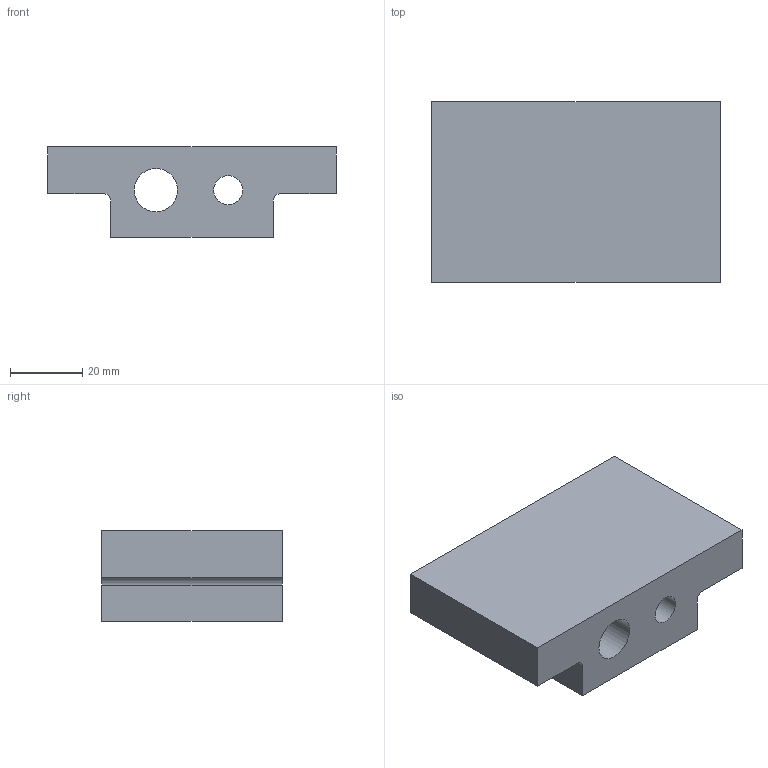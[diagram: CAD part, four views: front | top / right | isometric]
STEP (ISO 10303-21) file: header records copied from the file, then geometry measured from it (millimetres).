
FILE_DESCRIPTION(('CATIA V5 STEP Exchange'),'2;1');
FILE_NAME('BLOC DE SUSPENSION.stp','2020-02-04T16:53:04+00:00',('none'),('none'),'CATIA Version 5 Release 20 GA (IN-10)','CATIA V5 STEP AP203','none');
FILE_SCHEMA(('CONFIG_CONTROL_DESIGN'));
Length unit declared in the file: millimetre
Products named in the file (1): BLOC DE SUSPENSION
Bounding box: 80 x 50 x 25 mm (x, y, z)
Volume: 70917.7 mm3; surface area: 16392.5 mm2
Topology: 1 solids, 1 shells, 16 faces, 42 edges, 28 vertices
Faces by surface type: plane 10, cylinder 6
Entity records: 521 total; most frequent: CARTESIAN_POINT 84, ORIENTED_EDGE 84, DIRECTION 68, EDGE_CURVE 42, VECTOR 30, LINE 30, VERTEX_POINT 28, AXIS2_PLACEMENT_3D 26
